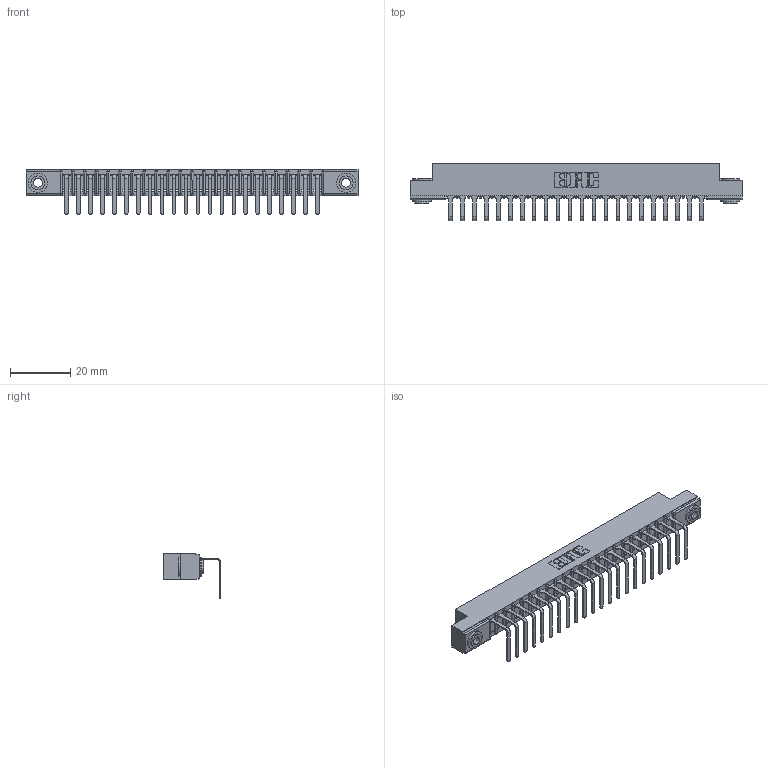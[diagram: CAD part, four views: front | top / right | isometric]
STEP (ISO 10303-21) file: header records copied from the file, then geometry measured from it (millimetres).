
FILE_DESCRIPTION (( 'STEP AP203' ), '1' );
FILE_NAME ('307-022-558-103.STEP', '2019-09-04T13:27:40', ( '' ), ( '' ), 'SwSTEP 2.0', 'SolidWorks 2016', '' );
FILE_SCHEMA (( 'CONFIG_CONTROL_DESIGN' ));
Length unit declared in the file: inch
Products named in the file (4): 345-250-002_345-250-002-102; 307-290-001_558 - 2 (Single); 307 Part_.156 Dia Mounting Holes; 307-022-558-103
Assembly tree (25 placements, depth 2):
  307-022-558-103
    307 Part_.156 Dia Mounting Holes
    307-290-001_558 - 2 (Single)  x22
    345-250-002_345-250-002-102  x2
Bounding box: 110.19 x 18.96 x 14.81 mm (x, y, z)
Volume: 7057.7 mm3; surface area: 11798.6 mm2
Topology: 25 solids, 25 shells, 1513 faces, 4263 edges, 2746 vertices
Faces by surface type: plane 952, cylinder 507, sphere 46, cone 8
Entity records: 22495 total; most frequent: CARTESIAN_POINT 3761, ORIENTED_EDGE 3738, DIRECTION 3685, EDGE_CURVE 1869, VECTOR 1417, LINE 1417, VERTEX_POINT 1210, AXIS2_PLACEMENT_3D 1134
